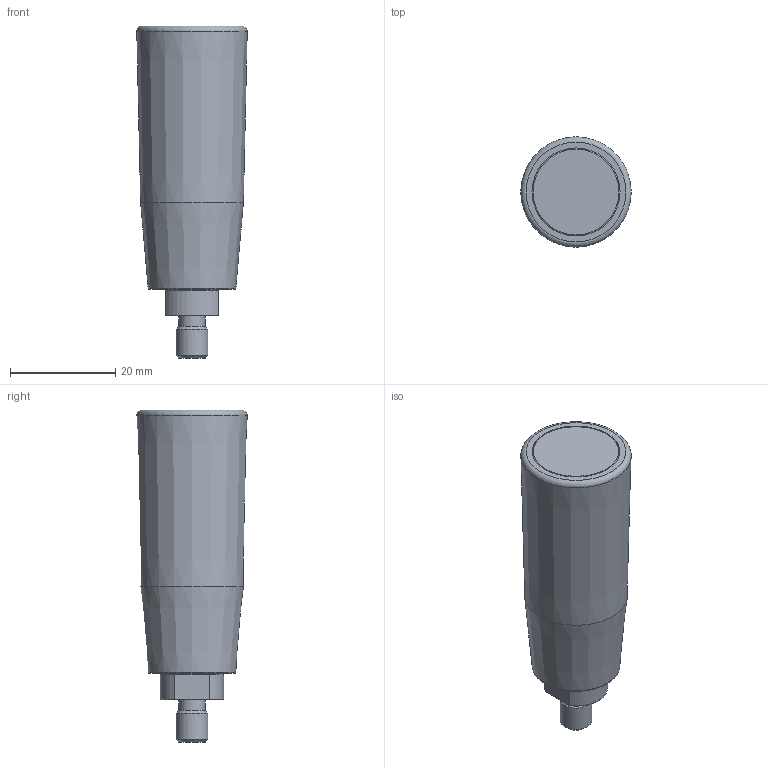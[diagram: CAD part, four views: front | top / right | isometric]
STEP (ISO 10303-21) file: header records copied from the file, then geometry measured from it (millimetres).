
FILE_DESCRIPTION( ( 'Unknown' ), '1' );
FILE_NAME( '6363301_MECG_21x50.stp', 'Unknown', ( 'Unknown' ), ( 'Unknown' ), 'PSStep 15.0.49', 'Unknown', ' ' );
FILE_SCHEMA( ( 'AUTOMOTIVE_DESIGN { 1 0 10303 214 1 1 1 1 }' ) );
Length unit declared in the file: millimetre
Products named in the file (1): 1553
Bounding box: 20.95 x 20.95 x 63 mm (x, y, z)
Volume: 14619.4 mm3; surface area: 4845.4 mm2
Topology: 1 solids, 4 shells, 40 faces, 79 edges, 48 vertices
Faces by surface type: plane 15, cone 10, cylinder 8, torus 7
Full cylindrical faces by diameter (mm): 5 x1, 6 x1, 12.8 x1, 16.7 x2, 16.8 x1
Entity records: 1220 total; most frequent: CARTESIAN_POINT 161, DIRECTION 160, ORIENTED_EDGE 106, AXIS2_PLACEMENT_3D 74, EDGE_LOOP 64, FACE_OUTER_BOUND 53, EDGE_CURVE 53, VERTEX_POINT 43
